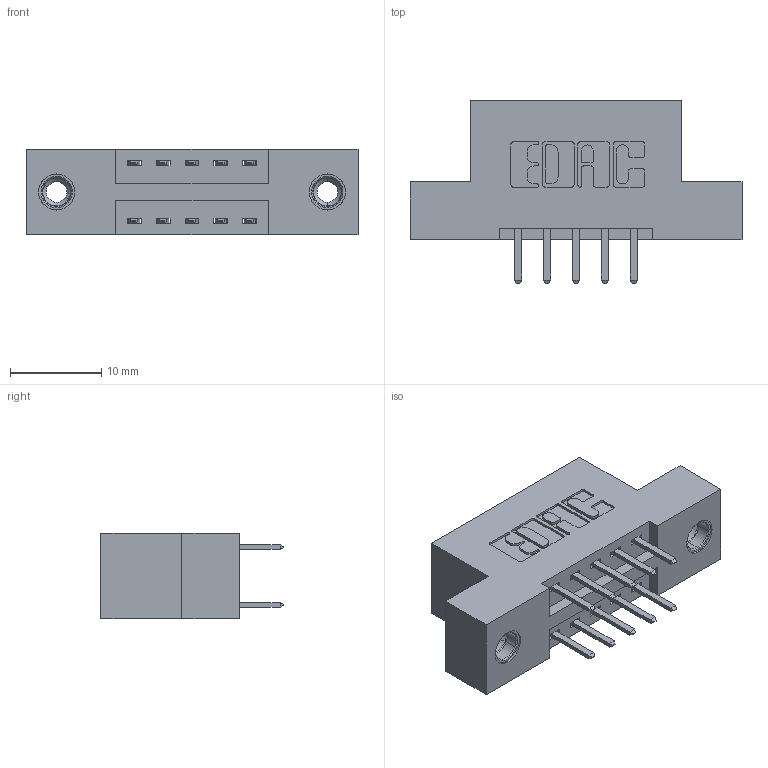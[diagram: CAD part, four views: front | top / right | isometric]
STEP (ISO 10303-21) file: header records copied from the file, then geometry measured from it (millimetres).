
FILE_DESCRIPTION (( 'STEP AP203' ), '1' );
FILE_NAME ('346-010-520-208.STEP', '2018-08-17T06:24:48', ( '' ), ( '' ), 'SwSTEP 2.0', 'SolidWorks 2016', '' );
FILE_SCHEMA (( 'CONFIG_CONTROL_DESIGN' ));
Length unit declared in the file: inch
Products named in the file (4): 346 Part_Flush Mounting Lugs - 0.156 Dia-TI; 345-292-001_345-293-120; 345-250-001_345-250-003-102; 346-010-520-208
Assembly tree (13 placements, depth 2):
  346-010-520-208
    346 Part_Flush Mounting Lugs - 0.156 Dia-TI
    345-292-001_345-293-120  x10
    345-250-001_345-250-003-102  x2
Bounding box: 36.45 x 20.02 x 9.4 mm (x, y, z)
Volume: 3255.9 mm3; surface area: 3903.7 mm2
Topology: 13 solids, 13 shells, 742 faces, 2095 edges, 1362 vertices
Faces by surface type: plane 478, cylinder 248, cone 12, torus 4
Entity records: 9544 total; most frequent: CARTESIAN_POINT 1619, ORIENTED_EDGE 1534, DIRECTION 1493, EDGE_CURVE 767, VECTOR 591, LINE 591, VERTEX_POINT 504, AXIS2_PLACEMENT_3D 451
